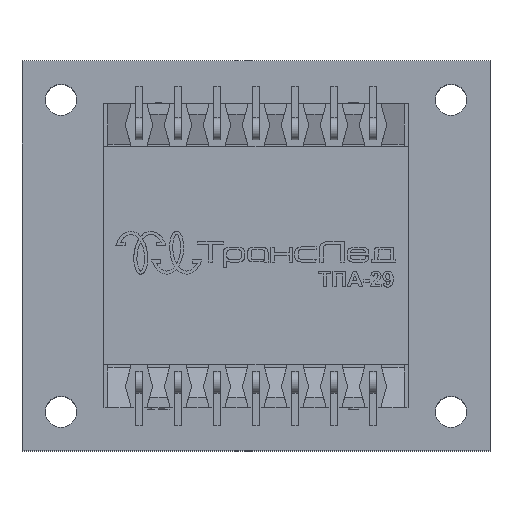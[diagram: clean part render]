
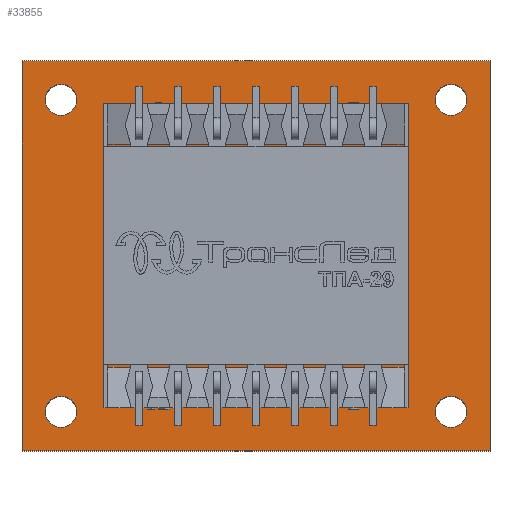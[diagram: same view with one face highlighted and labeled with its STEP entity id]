
A CAD part, top view. The second image highlights one B-rep face of the part: STEP entity #33855.
In plain terms, the highlighted planar face has unit normal (0, 0, 1).
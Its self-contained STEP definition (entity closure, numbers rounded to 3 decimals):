
#1540=FACE_BOUND('',#4669,.T.);
#1541=FACE_BOUND('',#4670,.T.);
#1542=FACE_BOUND('',#4671,.T.);
#1543=FACE_BOUND('',#4672,.T.);
#1846=CIRCLE('',#35983,2.);
#1848=CIRCLE('',#35986,2.);
#1850=CIRCLE('',#35989,2.);
#1852=CIRCLE('',#35992,2.);
#2594=FACE_OUTER_BOUND('',#4668,.T.);
#4668=EDGE_LOOP('',(#24054,#24055,#24056,#24057));
#4669=EDGE_LOOP('',(#24058));
#4670=EDGE_LOOP('',(#24059));
#4671=EDGE_LOOP('',(#24060));
#4672=EDGE_LOOP('',(#24061));
#6896=LINE('',#46747,#10762);
#6899=LINE('',#46753,#10765);
#6902=LINE('',#46759,#10768);
#6905=LINE('',#46763,#10771);
#10762=VECTOR('',#39121,10.);
#10765=VECTOR('',#39126,10.);
#10768=VECTOR('',#39131,10.);
#10771=VECTOR('',#39136,10.);
#14542=VERTEX_POINT('',#46717);
#14544=VERTEX_POINT('',#46723);
#14546=VERTEX_POINT('',#46729);
#14548=VERTEX_POINT('',#46735);
#14552=VERTEX_POINT('',#46744);
#14553=VERTEX_POINT('',#46746);
#14555=VERTEX_POINT('',#46752);
#14557=VERTEX_POINT('',#46758);
#18134=EDGE_CURVE('',#14542,#14542,#1846,.T.);
#18137=EDGE_CURVE('',#14544,#14544,#1848,.T.);
#18140=EDGE_CURVE('',#14546,#14546,#1850,.T.);
#18143=EDGE_CURVE('',#14548,#14548,#1852,.T.);
#18148=EDGE_CURVE('',#14553,#14552,#6896,.T.);
#18151=EDGE_CURVE('',#14555,#14553,#6899,.T.);
#18154=EDGE_CURVE('',#14557,#14555,#6902,.T.);
#18157=EDGE_CURVE('',#14552,#14557,#6905,.T.);
#24054=ORIENTED_EDGE('',*,*,#18157,.T.);
#24055=ORIENTED_EDGE('',*,*,#18154,.T.);
#24056=ORIENTED_EDGE('',*,*,#18151,.T.);
#24057=ORIENTED_EDGE('',*,*,#18148,.T.);
#24058=ORIENTED_EDGE('',*,*,#18143,.T.);
#24059=ORIENTED_EDGE('',*,*,#18140,.T.);
#24060=ORIENTED_EDGE('',*,*,#18137,.T.);
#24061=ORIENTED_EDGE('',*,*,#18134,.T.);
#32492=PLANE('',#35998);
#33855=ADVANCED_FACE('',(#2594,#1540,#1541,#1542,#1543),#32492,.T.);
#35983=AXIS2_PLACEMENT_3D('',#46718,#39091,#39092);
#35986=AXIS2_PLACEMENT_3D('',#46724,#39098,#39099);
#35989=AXIS2_PLACEMENT_3D('',#46730,#39105,#39106);
#35992=AXIS2_PLACEMENT_3D('',#46736,#39112,#39113);
#35998=AXIS2_PLACEMENT_3D('',#46764,#39137,#39138);
#39091=DIRECTION('center_axis',(0.,0.,-1.));
#39092=DIRECTION('ref_axis',(1.,0.,0.));
#39098=DIRECTION('center_axis',(0.,0.,-1.));
#39099=DIRECTION('ref_axis',(1.,0.,0.));
#39105=DIRECTION('center_axis',(0.,0.,-1.));
#39106=DIRECTION('ref_axis',(1.,0.,0.));
#39112=DIRECTION('center_axis',(0.,0.,-1.));
#39113=DIRECTION('ref_axis',(1.,0.,0.));
#39121=DIRECTION('',(0.,-1.,0.));
#39126=DIRECTION('',(-1.,0.,0.));
#39131=DIRECTION('',(0.,1.,0.));
#39136=DIRECTION('',(1.,0.,0.));
#39137=DIRECTION('center_axis',(0.,0.,1.));
#39138=DIRECTION('ref_axis',(1.,0.,0.));
#46717=CARTESIAN_POINT('',(-27.,-20.,31.));
#46718=CARTESIAN_POINT('Origin',(-25.,-20.,31.));
#46723=CARTESIAN_POINT('',(23.,-20.,31.));
#46724=CARTESIAN_POINT('Origin',(25.,-20.,31.));
#46729=CARTESIAN_POINT('',(23.,20.,31.));
#46730=CARTESIAN_POINT('Origin',(25.,20.,31.));
#46735=CARTESIAN_POINT('',(-27.,20.,31.));
#46736=CARTESIAN_POINT('Origin',(-25.,20.,31.));
#46744=CARTESIAN_POINT('',(-30.,-25.,31.));
#46746=CARTESIAN_POINT('',(-30.,25.,31.));
#46747=CARTESIAN_POINT('',(-30.,-25.,31.));
#46752=CARTESIAN_POINT('',(30.,25.,31.));
#46753=CARTESIAN_POINT('',(-30.,25.,31.));
#46758=CARTESIAN_POINT('',(30.,-25.,31.));
#46759=CARTESIAN_POINT('',(30.,25.,31.));
#46763=CARTESIAN_POINT('',(30.,-25.,31.));
#46764=CARTESIAN_POINT('Origin',(0.,0.,31.));
